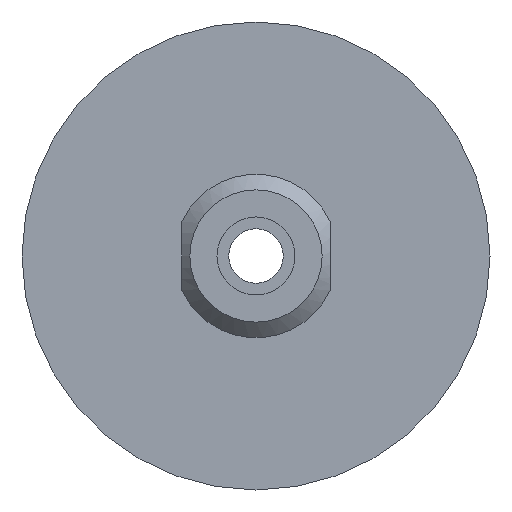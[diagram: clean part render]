
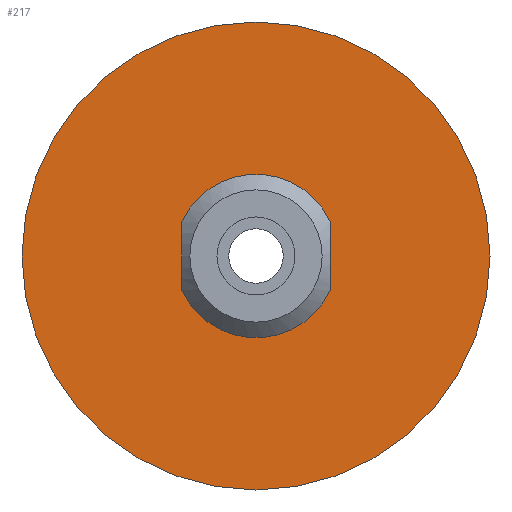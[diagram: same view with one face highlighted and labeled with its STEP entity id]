
A CAD part, front view. The second image highlights one B-rep face of the part: STEP entity #217.
In plain terms, the highlighted planar face has unit normal (0, -1, 0).
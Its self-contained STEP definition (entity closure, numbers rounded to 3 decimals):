
#217=ADVANCED_FACE('',(#388,#389),#390,.T.);
#388=FACE_BOUND('',#562,.T.);
#389=FACE_OUTER_BOUND('',#563,.T.);
#390=PLANE('',#564);
#562=EDGE_LOOP('',(#775));
#563=EDGE_LOOP('',(#776));
#564=AXIS2_PLACEMENT_3D('',#777,#778,#779);
#775=ORIENTED_EDGE('',*,*,#981,.F.);
#776=ORIENTED_EDGE('',*,*,#982,.T.);
#777=CARTESIAN_POINT('',(0.,89.7,0.));
#778=DIRECTION('',(0.,-1.0,0.));
#779=DIRECTION('',(1.0,0.,0.0));
#981=EDGE_CURVE('',#1105,#1105,#1106,.T.);
#982=EDGE_CURVE('',#1107,#1107,#1108,.T.);
#1105=VERTEX_POINT('',#1316);
#1106=CIRCLE('',#1317,5.2);
#1107=VERTEX_POINT('',#1318);
#1108=CIRCLE('',#1319,30.0);
#1316=CARTESIAN_POINT('',(5.2,89.7,0.));
#1317=AXIS2_PLACEMENT_3D('',#1519,#1520,#1521);
#1318=CARTESIAN_POINT('',(30.0,89.7,0.));
#1319=AXIS2_PLACEMENT_3D('',#1522,#1523,#1524);
#1519=CARTESIAN_POINT('',(0.,89.7,0.));
#1520=DIRECTION('',(0.,-1.0,0.));
#1521=DIRECTION('',(1.0,0.,0.0));
#1522=CARTESIAN_POINT('',(0.,89.7,0.));
#1523=DIRECTION('',(0.,-1.0,0.));
#1524=DIRECTION('',(1.0,0.,0.0));
